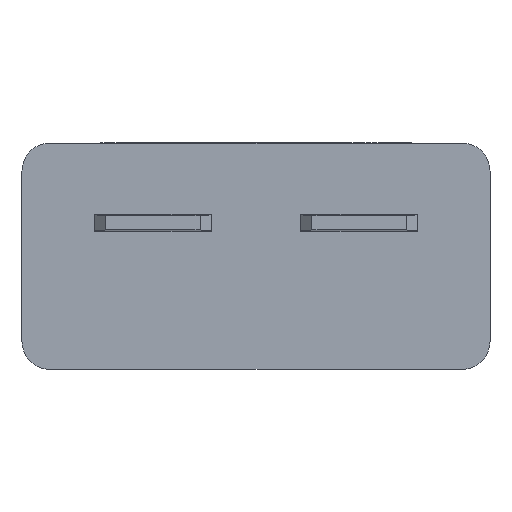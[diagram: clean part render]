
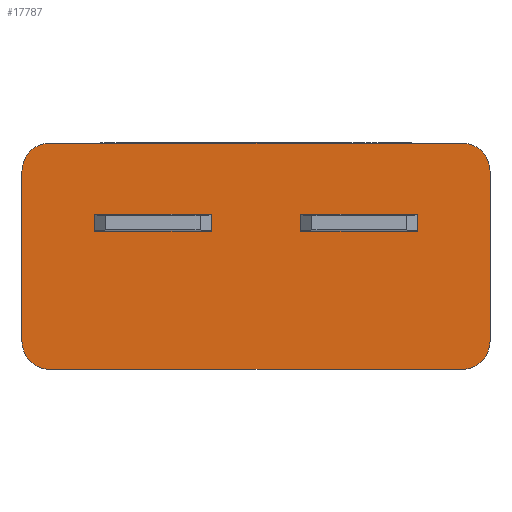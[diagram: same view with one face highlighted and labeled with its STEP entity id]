
A CAD part, front view. The second image highlights one B-rep face of the part: STEP entity #17787.
In plain terms, the highlighted planar face has unit normal (0, -1, 0).
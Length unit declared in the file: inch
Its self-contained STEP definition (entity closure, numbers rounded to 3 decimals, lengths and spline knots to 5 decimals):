
#495 = CARTESIAN_POINT ( 'NONE',  ( 0.37, 0., -0.153 ) ) ;
#611 = DIRECTION ( 'NONE',  ( 0., 0., -1. ) ) ;
#618 = EDGE_CURVE ( 'NONE', #5680, #14689, #10239, .T. ) ;
#934 = DIRECTION ( 'NONE',  ( -1., 0., 0. ) ) ;
#1165 = ORIENTED_EDGE ( 'NONE', *, *, #14314, .F. ) ;
#1481 = VERTEX_POINT ( 'NONE', #19920 ) ;
#2063 = DIRECTION ( 'NONE',  ( 0., 0., 1. ) ) ;
#2369 = ORIENTED_EDGE ( 'NONE', *, *, #5937, .T. ) ;
#2428 = DIRECTION ( 'NONE',  ( 0., -1., 0. ) ) ;
#2796 = CARTESIAN_POINT ( 'NONE',  ( 0.42, 0., 0.153 ) ) ;
#3395 = AXIS2_PLACEMENT_3D ( 'NONE', #495, #7943, #7833 ) ;
#3659 = DIRECTION ( 'NONE',  ( 0., 0., 1. ) ) ;
#4371 = CARTESIAN_POINT ( 'NONE',  ( 0.37, 0., -0.203 ) ) ;
#4395 = AXIS2_PLACEMENT_3D ( 'NONE', #11015, #5607, #14537 ) ;
#4426 = ORIENTED_EDGE ( 'NONE', *, *, #22231, .T. ) ;
#4720 = PLANE ( 'NONE',  #23786 ) ;
#5011 = CIRCLE ( 'NONE', #10735, 0.05 ) ;
#5311 = CARTESIAN_POINT ( 'NONE',  ( -0.37, 0., -0.203 ) ) ;
#5607 = DIRECTION ( 'NONE',  ( 0., -1., 0. ) ) ;
#5680 = VERTEX_POINT ( 'NONE', #2796 ) ;
#5701 = CARTESIAN_POINT ( 'NONE',  ( -0.42, 0., -0.153 ) ) ;
#5937 = EDGE_CURVE ( 'NONE', #1481, #14689, #8365, .T. ) ;
#6587 = LINE ( 'NONE', #13468, #7751 ) ;
#7076 = DIRECTION ( 'NONE',  ( 0., 0., 1. ) ) ;
#7605 = LINE ( 'NONE', #18256, #10718 ) ;
#7751 = VECTOR ( 'NONE', #934, 39.37008 ) ;
#7833 = DIRECTION ( 'NONE',  ( 0., 0., 1. ) ) ;
#7943 = DIRECTION ( 'NONE',  ( 0., -1., 0. ) ) ;
#8365 = CIRCLE ( 'NONE', #3395, 0.05 ) ;
#8689 = CARTESIAN_POINT ( 'NONE',  ( 0.37, 0., 0.203 ) ) ;
#8762 = LINE ( 'NONE', #12511, #16482 ) ;
#9177 = CARTESIAN_POINT ( 'NONE',  ( -0.37, 0., -0.153 ) ) ;
#10239 = LINE ( 'NONE', #15796, #14053 ) ;
#10718 = VECTOR ( 'NONE', #14615, 39.37008 ) ;
#10735 = AXIS2_PLACEMENT_3D ( 'NONE', #9177, #23821, #3659 ) ;
#10859 = ORIENTED_EDGE ( 'NONE', *, *, #12347, .F. ) ;
#11015 = CARTESIAN_POINT ( 'NONE',  ( 0.37, 0., 0.153 ) ) ;
#11336 = CARTESIAN_POINT ( 'NONE',  ( -0.37, 0., 0.153 ) ) ;
#11407 = EDGE_CURVE ( 'NONE', #22688, #11849, #5011, .T. ) ;
#11849 = VERTEX_POINT ( 'NONE', #5311 ) ;
#12347 = EDGE_CURVE ( 'NONE', #1481, #11849, #6587, .T. ) ;
#12511 = CARTESIAN_POINT ( 'NONE',  ( -0.42, 0., 0.203 ) ) ;
#12697 = ORIENTED_EDGE ( 'NONE', *, *, #15025, .F. ) ;
#13221 = CIRCLE ( 'NONE', #4395, 0.05 ) ;
#13468 = CARTESIAN_POINT ( 'NONE',  ( 0.42, 0., -0.203 ) ) ;
#13980 = DIRECTION ( 'NONE',  ( 0., -1., 0. ) ) ;
#14053 = VECTOR ( 'NONE', #19437, 39.37008 ) ;
#14314 = EDGE_CURVE ( 'NONE', #22688, #17667, #8762, .T. ) ;
#14317 = ORIENTED_EDGE ( 'NONE', *, *, #618, .F. ) ;
#14537 = DIRECTION ( 'NONE',  ( 0., 0., 1. ) ) ;
#14615 = DIRECTION ( 'NONE',  ( 1., 0., 0. ) ) ;
#14689 = VERTEX_POINT ( 'NONE', #19750 ) ;
#15025 = EDGE_CURVE ( 'NONE', #21030, #23009, #7605, .T. ) ;
#15796 = CARTESIAN_POINT ( 'NONE',  ( 0.42, 0., 0.203 ) ) ;
#16482 = VECTOR ( 'NONE', #7076, 39.37008 ) ;
#16647 = CARTESIAN_POINT ( 'NONE',  ( -0.42, 0., 0.153 ) ) ;
#17064 = ORIENTED_EDGE ( 'NONE', *, *, #18728, .T. ) ;
#17137 = FACE_OUTER_BOUND ( 'NONE', #19986, .T. ) ;
#17667 = VERTEX_POINT ( 'NONE', #16647 ) ;
#17787 = ADVANCED_FACE ( 'NONE', ( #17137 ), #4720, .T. ) ;
#18256 = CARTESIAN_POINT ( 'NONE',  ( 0.42, 0., 0.203 ) ) ;
#18728 = EDGE_CURVE ( 'NONE', #21030, #17667, #19684, .T. ) ;
#19437 = DIRECTION ( 'NONE',  ( 0., 0., -1. ) ) ;
#19684 = CIRCLE ( 'NONE', #22396, 0.05 ) ;
#19750 = CARTESIAN_POINT ( 'NONE',  ( 0.42, 0., -0.153 ) ) ;
#19900 = CARTESIAN_POINT ( 'NONE',  ( -0.37, 0., 0.203 ) ) ;
#19920 = CARTESIAN_POINT ( 'NONE',  ( 0.37, 0., -0.203 ) ) ;
#19986 = EDGE_LOOP ( 'NONE', ( #10859, #2369, #14317, #4426, #12697, #17064, #1165, #22140 ) ) ;
#21030 = VERTEX_POINT ( 'NONE', #19900 ) ;
#22140 = ORIENTED_EDGE ( 'NONE', *, *, #11407, .T. ) ;
#22231 = EDGE_CURVE ( 'NONE', #5680, #23009, #13221, .T. ) ;
#22396 = AXIS2_PLACEMENT_3D ( 'NONE', #11336, #2428, #2063 ) ;
#22688 = VERTEX_POINT ( 'NONE', #5701 ) ;
#23009 = VERTEX_POINT ( 'NONE', #8689 ) ;
#23786 = AXIS2_PLACEMENT_3D ( 'NONE', #4371, #13980, #611 ) ;
#23821 = DIRECTION ( 'NONE',  ( 0., -1., 0. ) ) ;
